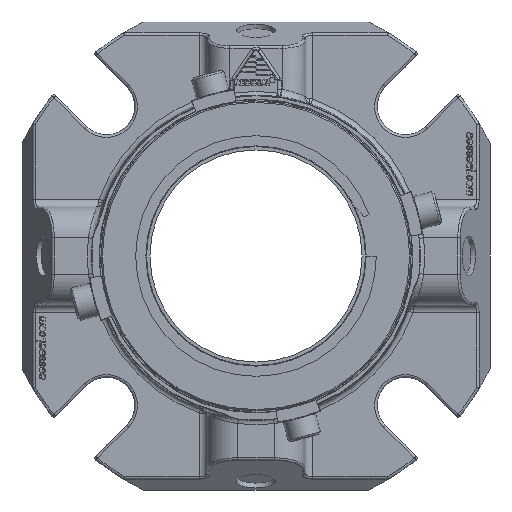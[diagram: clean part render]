
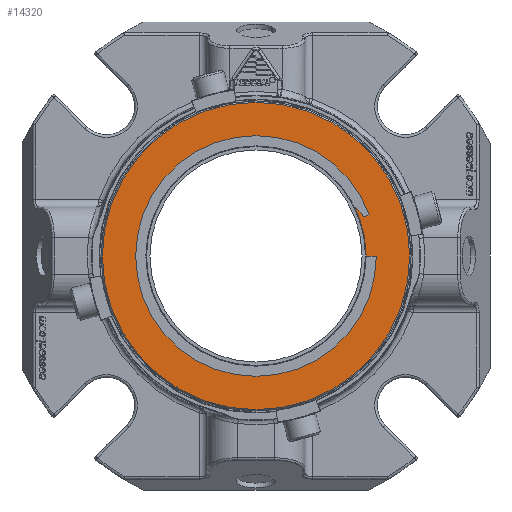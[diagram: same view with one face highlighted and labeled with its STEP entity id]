
A CAD part, left-side view. The second image highlights one B-rep face of the part: STEP entity #14320.
In plain terms, the highlighted planar face has unit normal (-1, 0, 0).
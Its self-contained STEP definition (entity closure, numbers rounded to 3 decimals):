
#1004=LINE('',#20498,#1942);
#1007=LINE('',#20506,#1945);
#1942=VECTOR('',#16717,1000.);
#1945=VECTOR('',#16726,1000.);
#2909=PLANE('',#15279);
#3219=ORIENTED_EDGE('',*,*,#7670,.F.);
#3220=ORIENTED_EDGE('',*,*,#7668,.F.);
#3221=ORIENTED_EDGE('',*,*,#7666,.T.);
#3222=ORIENTED_EDGE('',*,*,#7664,.T.);
#3223=ORIENTED_EDGE('',*,*,#7663,.T.);
#3224=ORIENTED_EDGE('',*,*,#7684,.T.);
#7663=EDGE_CURVE('',#9906,#9907,#11316,.F.);
#7664=EDGE_CURVE('',#9908,#9906,#11317,.T.);
#7666=EDGE_CURVE('',#9909,#9908,#1004,.T.);
#7668=EDGE_CURVE('',#9909,#9910,#11318,.T.);
#7670=EDGE_CURVE('',#9910,#9907,#1007,.T.);
#7684=EDGE_CURVE('',#9924,#9924,#11332,.T.);
#9906=VERTEX_POINT('',#20489);
#9907=VERTEX_POINT('',#20491);
#9908=VERTEX_POINT('',#20495);
#9909=VERTEX_POINT('',#20499);
#9910=VERTEX_POINT('',#20503);
#9924=VERTEX_POINT('',#20547);
#11316=CIRCLE('',#15247,42.062);
#11317=CIRCLE('',#15249,6.35);
#11318=CIRCLE('',#15252,46.838);
#11332=CIRCLE('',#15280,59.817);
#12045=EDGE_LOOP('',(#3219,#3220,#3221,#3222,#3223));
#12046=EDGE_LOOP('',(#3224));
#13055=FACE_BOUND('',#12045,.T.);
#13056=FACE_BOUND('',#12046,.T.);
#14320=ADVANCED_FACE('',(#13055,#13056),#2909,.T.);
#15247=AXIS2_PLACEMENT_3D('',#20492,#16708,#16709);
#15249=AXIS2_PLACEMENT_3D('',#20494,#16712,#16713);
#15252=AXIS2_PLACEMENT_3D('',#20502,#16721,#16722);
#15279=AXIS2_PLACEMENT_3D('',#20545,#16777,#16778);
#15280=AXIS2_PLACEMENT_3D('',#20546,#16779,#16780);
#16708=DIRECTION('',(-1.,0.,0.));
#16709=DIRECTION('',(0.,-1.,0.));
#16712=DIRECTION('',(-1.,0.,0.));
#16713=DIRECTION('',(0.,-1.,0.));
#16717=DIRECTION('',(0.,0.94,-0.342));
#16721=DIRECTION('',(-1.,0.,0.));
#16722=DIRECTION('',(0.,-1.,0.));
#16726=DIRECTION('',(0.,1.,0.));
#16777=DIRECTION('',(-1.,0.,0.));
#16778=DIRECTION('',(0.,-0.866,0.5));
#16779=DIRECTION('',(-1.,0.,0.));
#16780=DIRECTION('',(0.,-0.866,0.5));
#20489=CARTESIAN_POINT('',(-71.044,-37.442,19.166));
#20491=CARTESIAN_POINT('',(-71.044,-42.062,0.));
#20492=CARTESIAN_POINT('',(-71.044,0.,0.));
#20494=CARTESIAN_POINT('',(-71.044,-35.802,13.031));
#20495=CARTESIAN_POINT('',(-71.044,-41.769,15.203));
#20498=CARTESIAN_POINT('',(-71.044,0.,0.));
#20499=CARTESIAN_POINT('',(-71.044,-44.013,16.019));
#20502=CARTESIAN_POINT('',(-71.044,0.,0.));
#20503=CARTESIAN_POINT('',(-71.044,-46.838,0.));
#20506=CARTESIAN_POINT('',(-71.044,0.,0.));
#20545=CARTESIAN_POINT('',(-71.044,52.243,-30.163));
#20546=CARTESIAN_POINT('',(-71.044,0.,0.));
#20547=CARTESIAN_POINT('',(-71.044,-51.803,29.909));
